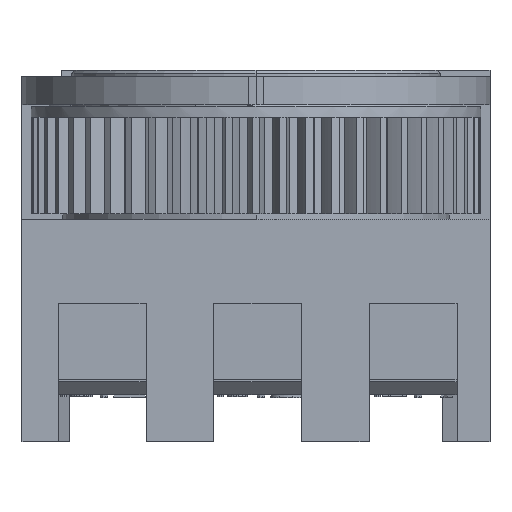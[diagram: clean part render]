
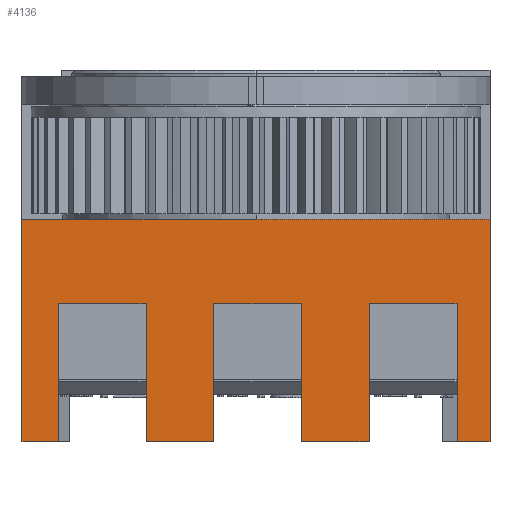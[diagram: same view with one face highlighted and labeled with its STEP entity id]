
A CAD part, front view. The second image highlights one B-rep face of the part: STEP entity #4136.
In plain terms, the highlighted planar face has unit normal (0, -1, 0).
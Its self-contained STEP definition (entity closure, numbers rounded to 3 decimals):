
#4136=ADVANCED_FACE('',(#8310),#8311,.F.);
#8310=FACE_OUTER_BOUND('',#12475,.T.);
#8311=PLANE('',#12476);
#12475=EDGE_LOOP('',(#25754,#25755,#25756,#25757,#25758,#25759,#25760,#25761,#25762,#25763,#25764,#25765,#25766,#25767,#25768,#25769));
#12476=AXIS2_PLACEMENT_3D('',#25770,#25771,#25772);
#25754=ORIENTED_EDGE('',*,*,#30004,.T.);
#25755=ORIENTED_EDGE('',*,*,#30036,.T.);
#25756=ORIENTED_EDGE('',*,*,#30019,.T.);
#25757=ORIENTED_EDGE('',*,*,#30032,.T.);
#25758=ORIENTED_EDGE('',*,*,#28256,.T.);
#25759=ORIENTED_EDGE('',*,*,#30072,.T.);
#25760=ORIENTED_EDGE('',*,*,#30045,.T.);
#25761=ORIENTED_EDGE('',*,*,#30063,.T.);
#25762=ORIENTED_EDGE('',*,*,#30068,.T.);
#25763=ORIENTED_EDGE('',*,*,#30214,.T.);
#25764=ORIENTED_EDGE('',*,*,#30217,.T.);
#25765=ORIENTED_EDGE('',*,*,#30235,.F.);
#25766=ORIENTED_EDGE('',*,*,#30201,.T.);
#25767=ORIENTED_EDGE('',*,*,#30009,.T.);
#25768=ORIENTED_EDGE('',*,*,#29981,.T.);
#25769=ORIENTED_EDGE('',*,*,#29999,.T.);
#25770=CARTESIAN_POINT('',(14.9,0.0,11.575));
#25771=DIRECTION('',(-0.0,1.0,0.0));
#25772=DIRECTION('',(1.0,0.0,0.0));
#28256=EDGE_CURVE('',#34862,#34860,#34863,.T.);
#29981=EDGE_CURVE('',#37350,#37348,#37351,.T.);
#29999=EDGE_CURVE('',#37348,#37374,#37375,.T.);
#30004=EDGE_CURVE('',#37374,#37380,#37382,.T.);
#30009=EDGE_CURVE('',#37388,#37350,#37389,.T.);
#30019=EDGE_CURVE('',#37406,#37404,#37407,.T.);
#30032=EDGE_CURVE('',#37404,#34862,#37420,.T.);
#30036=EDGE_CURVE('',#37380,#37406,#37424,.T.);
#30045=EDGE_CURVE('',#37440,#37438,#37441,.T.);
#30063=EDGE_CURVE('',#37438,#37464,#37465,.T.);
#30068=EDGE_CURVE('',#37464,#37470,#37472,.T.);
#30072=EDGE_CURVE('',#34860,#37440,#37476,.T.);
#30201=EDGE_CURVE('',#37674,#37388,#37675,.T.);
#30214=EDGE_CURVE('',#37470,#37690,#37692,.T.);
#30217=EDGE_CURVE('',#37690,#37694,#37696,.T.);
#30235=EDGE_CURVE('',#37674,#37694,#37724,.T.);
#34860=VERTEX_POINT('',#44466);
#34862=VERTEX_POINT('',#44469);
#34863=LINE('',#44470,#44471);
#37348=VERTEX_POINT('',#47649);
#37350=VERTEX_POINT('',#47652);
#37351=LINE('',#47653,#47654);
#37374=VERTEX_POINT('',#47688);
#37375=LINE('',#47689,#47690);
#37380=VERTEX_POINT('',#47697);
#37382=LINE('',#47700,#47701);
#37388=VERTEX_POINT('',#47709);
#37389=LINE('',#47710,#47711);
#37404=VERTEX_POINT('',#47733);
#37406=VERTEX_POINT('',#47736);
#37407=LINE('',#47737,#47738);
#37420=LINE('',#47757,#47758);
#37424=LINE('',#47763,#47764);
#37438=VERTEX_POINT('',#47784);
#37440=VERTEX_POINT('',#47787);
#37441=LINE('',#47788,#47789);
#37464=VERTEX_POINT('',#47823);
#37465=LINE('',#47824,#47825);
#37470=VERTEX_POINT('',#47832);
#37472=LINE('',#47835,#47836);
#37476=LINE('',#47841,#47842);
#37674=VERTEX_POINT('',#48136);
#37675=LINE('',#48137,#48138);
#37690=VERTEX_POINT('',#48160);
#37692=LINE('',#48163,#48164);
#37694=VERTEX_POINT('',#48166);
#37696=LINE('',#48169,#48170);
#37724=LINE('',#48208,#48209);
#44466=CARTESIAN_POINT('',(17.8,0.0,0.0));
#44469=CARTESIAN_POINT('',(17.8,0.0,8.8));
#44470=CARTESIAN_POINT('',(17.8,0.0,7.703));
#44471=VECTOR('',#52638,1.0);
#47649=CARTESIAN_POINT('',(2.3,0.0,8.8));
#47652=CARTESIAN_POINT('',(2.3,0.0,0.0));
#47653=CARTESIAN_POINT('',(2.3,0.0,7.703));
#47654=VECTOR('',#55109,1.0);
#47688=CARTESIAN_POINT('',(7.9,0.0,8.8));
#47689=CARTESIAN_POINT('',(11.4,0.0,8.8));
#47690=VECTOR('',#55121,1.0);
#47697=CARTESIAN_POINT('',(7.9,0.0,0.0));
#47700=CARTESIAN_POINT('',(7.9,0.0,7.703));
#47701=VECTOR('',#55125,1.0);
#47709=CARTESIAN_POINT('',(0.0,0.0,0.0));
#47710=CARTESIAN_POINT('',(0.0,0.0,0.0));
#47711=VECTOR('',#55128,1.0);
#47733=CARTESIAN_POINT('',(12.2,0.0,8.8));
#47736=CARTESIAN_POINT('',(12.2,0.0,0.0));
#47737=CARTESIAN_POINT('',(12.2,0.0,7.703));
#47738=VECTOR('',#55137,1.0);
#47757=CARTESIAN_POINT('',(16.35,0.0,8.8));
#47758=VECTOR('',#55144,1.0);
#47763=CARTESIAN_POINT('',(0.0,0.0,0.0));
#47764=VECTOR('',#55146,1.0);
#47784=CARTESIAN_POINT('',(22.1,0.0,8.8));
#47787=CARTESIAN_POINT('',(22.1,0.0,0.0));
#47788=CARTESIAN_POINT('',(22.1,0.0,7.703));
#47789=VECTOR('',#55154,1.0);
#47823=CARTESIAN_POINT('',(27.7,0.0,8.8));
#47824=CARTESIAN_POINT('',(21.3,0.0,8.8));
#47825=VECTOR('',#55166,1.0);
#47832=CARTESIAN_POINT('',(27.7,0.0,0.0));
#47835=CARTESIAN_POINT('',(27.7,0.0,7.703));
#47836=VECTOR('',#55170,1.0);
#47841=CARTESIAN_POINT('',(0.0,0.0,0.0));
#47842=VECTOR('',#55172,1.0);
#48136=CARTESIAN_POINT('',(0.0,0.,14.15));
#48137=CARTESIAN_POINT('',(0.0,0.,14.15));
#48138=VECTOR('',#55284,1.0);
#48160=CARTESIAN_POINT('',(29.8,0.0,0.0));
#48163=CARTESIAN_POINT('',(0.0,0.0,0.0));
#48164=VECTOR('',#55293,1.0);
#48166=CARTESIAN_POINT('',(29.8,0.,14.15));
#48169=CARTESIAN_POINT('',(29.8,0.,14.15));
#48170=VECTOR('',#55295,1.0);
#48208=CARTESIAN_POINT('',(0.0,0.,14.15));
#48209=VECTOR('',#55318,1.0);
#52638=DIRECTION('',(0.0,0.0,-1.0));
#55109=DIRECTION('',(0.0,0.0,1.0));
#55121=DIRECTION('',(1.0,-0.0,0.0));
#55125=DIRECTION('',(0.0,0.0,-1.0));
#55128=DIRECTION('',(1.0,0.0,0.0));
#55137=DIRECTION('',(0.0,0.0,1.0));
#55144=DIRECTION('',(1.0,-0.0,0.0));
#55146=DIRECTION('',(1.0,0.0,0.0));
#55154=DIRECTION('',(0.0,0.0,1.0));
#55166=DIRECTION('',(1.0,-0.0,0.0));
#55170=DIRECTION('',(0.0,0.0,-1.0));
#55172=DIRECTION('',(1.0,0.0,0.0));
#55284=DIRECTION('',(0.0,0.,-1.0));
#55293=DIRECTION('',(1.0,0.0,0.0));
#55295=DIRECTION('',(0.0,0.,1.0));
#55318=DIRECTION('',(1.0,0.0,0.0));
